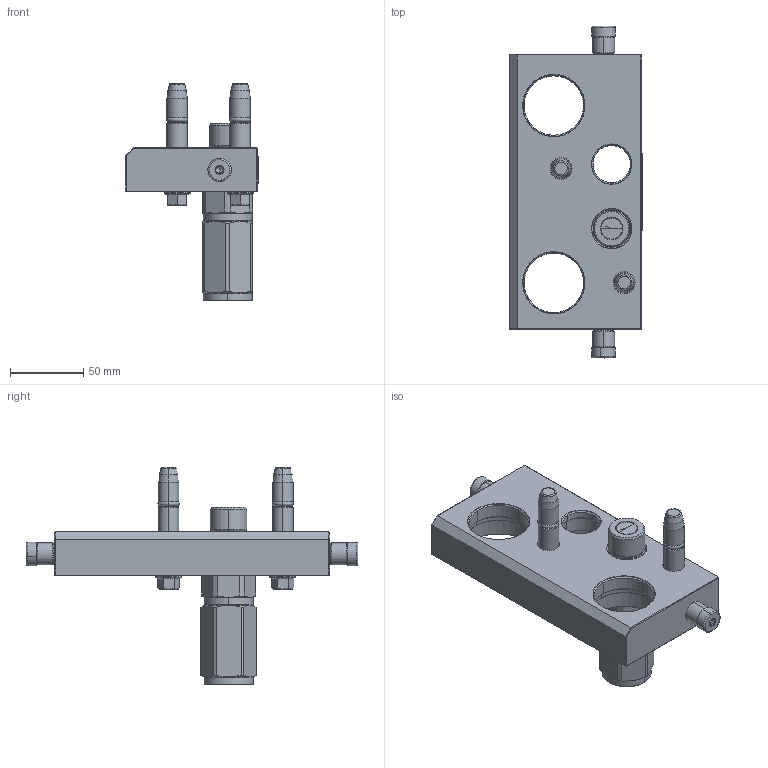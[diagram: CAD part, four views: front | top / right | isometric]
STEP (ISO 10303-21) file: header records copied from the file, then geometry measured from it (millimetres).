
FILE_DESCRIPTION (( 'STEP AP214' ), '1' );
FILE_NAME ('FASTER.step', '2021-10-06T09:58:04', ( '' ), ( '' ), 'SwSTEP 2.0', 'SolidWorks 2017', '' );
FILE_SCHEMA (( 'AUTOMOTIVE_DESIGN' ));
Length unit declared in the file: millimetre
Products named in the file (11): 3ffnp12_gas_m; 4830_028_1000_011.prt; 4860_010_0003_000.prt; P4A_M_BASE; 4860_013_0000_000.prt; 4830_021_0000_000.prt; or2_62x9_19_m; et002; FASTER; 1540_080_0008_000.prt
Assembly tree (15 placements, depth 3):
  FASTER
    P4A_M_BASE
      4860_010_0003_000.prt
      4830_021_0000_000.prt  x2
      or2_62x9_19_m  x2
      1540_080_0008_000.prt  x2
      4830_028_1000_011.prt  x2
      4860_013_0000_000.prt  x2
    3ffnp12_gas_m
      3ffnp12_gas_m
    et002
Bounding box: 90.3 x 226.6 x 148.2 mm (x, y, z)
Volume: 2873.9 mm3; surface area: 102006.8 mm2
Topology: 5 solids, 31 shells, 1194 faces, 3247 edges, 2104 vertices
Faces by surface type: plane 678, cone 206, cylinder 192, torus 72, bspline 46
Entity records: 40277 total; most frequent: CARTESIAN_POINT 11021, ORIENTED_EDGE 5375, DIRECTION 4984, EDGE_CURVE 2863, VECTOR 1926, LINE 1926, VERTEX_POINT 1874, AXIS2_PLACEMENT_3D 1529
